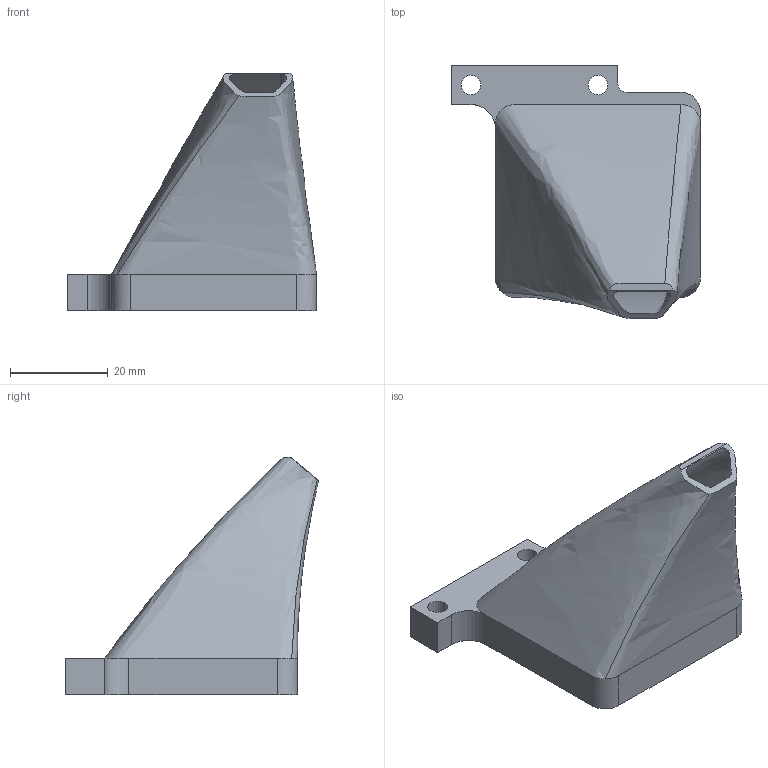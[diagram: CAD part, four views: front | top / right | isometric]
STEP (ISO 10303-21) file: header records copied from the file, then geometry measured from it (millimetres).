
FILE_DESCRIPTION (( 'STEP AP214' ), '1' );
FILE_NAME ('fan_mount_3_ss.STEP', '2014-04-02T23:12:37', ( '' ), ( '' ), 'SwSTEP 2.0', 'SolidWorks 2011', '' );
FILE_SCHEMA (( 'AUTOMOTIVE_DESIGN' ));
Length unit declared in the file: millimetre
Products named in the file (1): fan_mount_3_ss
Bounding box: 51 x 51.87 x 48.7 mm (x, y, z)
Volume: 11038.5 mm3; surface area: 12959.3 mm2
Topology: 1 solids, 1 shells, 52 faces, 148 edges, 101 vertices
Faces by surface type: cylinder 29, plane 19, bspline 4
Entity records: 18394 total; most frequent: CARTESIAN_POINT 16955, ORIENTED_EDGE 296, DIRECTION 292, EDGE_CURVE 148, AXIS2_PLACEMENT_3D 110, VERTEX_POINT 101, VECTOR 72, LINE 72
